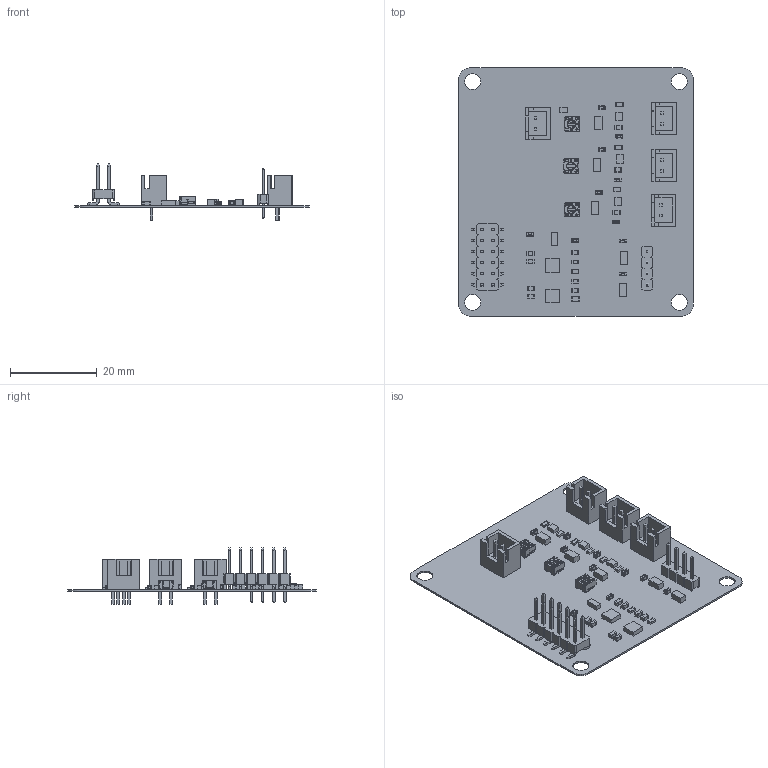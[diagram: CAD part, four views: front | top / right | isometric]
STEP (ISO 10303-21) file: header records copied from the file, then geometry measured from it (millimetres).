
FILE_DESCRIPTION(('Open CASCADE Model'),'2;1');
FILE_NAME('Open CASCADE Shape Model','2020-11-15T20:43:13',('Author'),( 'Open CASCADE'),'Open CASCADE STEP processor 6.8','Open CASCADE 6.8' ,'Unknown');
FILE_SCHEMA(('AUTOMOTIVE_DESIGN { 1 0 10303 214 1 1 1 1 }'));
Length unit declared in the file: millimetre
Products named in the file (102): PCB; Board; Open CASCADE STEP translator 6.8 2.1.1; U3; 6138135152; Extruded; FPGA; 61001221121; 6100xx21121_PIN; P5; B2B-XH-A_RGB16777215; D1; 6138138512; Q3; 6138139472; Q2; Q1; U8; 6138139872; U7; U6; U5; U4; 6137757056; U2; R11; 6138142432; 6138142112; R10; R9; R8; 5966918208; Mid_Body; Terminal; Open_CASCADE_STEP_translator_6.8_1.2.1; Mark; R7; R6; 5966915568; R5 ...
Assembly tree (166 placements, depth 5):
  PCB
    Board
      Open CASCADE STEP translator 6.8 2.1.1
    U3
      6138135152
        Extruded
    FPGA
      61001221121
        61001221121
        6100xx21121_PIN  x12
    P5
      B2B-XH-A_RGB16777215
    D1
      6138138512
        Extruded
    Q3
      6138139472
        Extruded
    Q2
      6138139472
        Extruded
    Q1
      6138139472
        Extruded
    U8
      6138139872
        Extruded
    U7
      6138139872
        Extruded
    U6
      6138139872
        Extruded
    U5
      6138139872
        Extruded
    U4
      6137757056
        Extruded
    U2
      6138139872
        Extruded
    R11
      6138142432
        Extruded
      6138142112  x2
        Extruded
    R10
      6138142432
        Extruded
      6138142112  x2
        Extruded
    R9
      6138142432
        Extruded
      6138142112  x2
        Extruded
    R8
      5966918208
        Mid_Body
Bounding box: 53.98 x 57.15 x 13.02 mm (x, y, z)
Volume: 2398.6 mm3; surface area: 9450.8 mm2
Topology: 195 solids, 195 shells, 3697 faces, 9038 edges, 5749 vertices
Faces by surface type: plane 2634, cylinder 588, bspline 300, sphere 160, cone 15
Full cylindrical faces by diameter (mm): 1 x8, 1.1 x4, 3.683 x4
Entity records: 42352 total; most frequent: CARTESIAN_POINT 8636, ORIENTED_EDGE 6484, DIRECTION 5961, EDGE_CURVE 3242, LINE 2573, VECTOR 2573, VERTEX_POINT 2084, AXIS2_PLACEMENT_3D 1694
